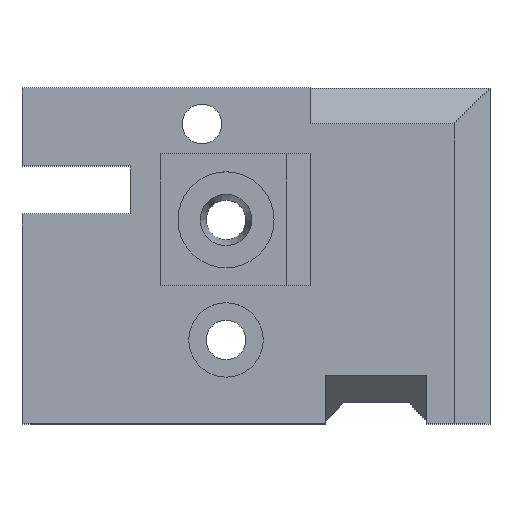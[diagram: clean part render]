
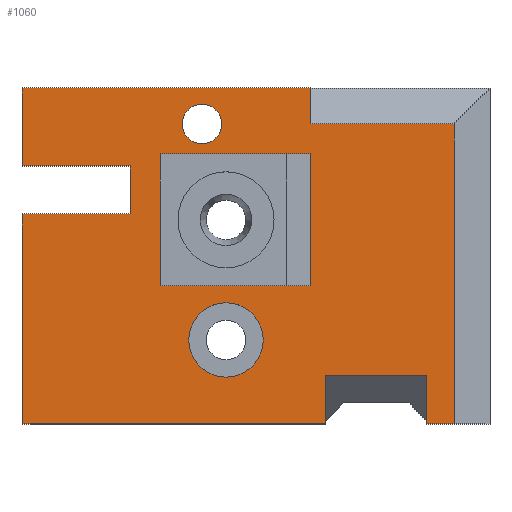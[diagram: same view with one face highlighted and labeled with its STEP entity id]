
A CAD part, top view. The second image highlights one B-rep face of the part: STEP entity #1060.
In plain terms, the highlighted planar face has unit normal (0, 0, 1).
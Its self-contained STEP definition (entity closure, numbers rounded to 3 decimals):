
#20=FACE_BOUND('',#156,.T.);
#21=FACE_BOUND('',#157,.T.);
#22=FACE_BOUND('',#158,.T.);
#42=CIRCLE('',#1140,1.65);
#43=CIRCLE('',#1141,1.65);
#47=CIRCLE('',#1148,3.1);
#48=CIRCLE('',#1149,3.1);
#97=FACE_OUTER_BOUND('',#155,.T.);
#155=EDGE_LOOP('',(#881,#882,#883,#884,#885,#886,#887,#888,#889,#890,#891,
#892,#893,#894));
#156=EDGE_LOOP('',(#895,#896));
#157=EDGE_LOOP('',(#897,#898));
#158=EDGE_LOOP('',(#899,#900,#901,#902));
#188=LINE('',#1488,#313);
#192=LINE('',#1497,#317);
#196=LINE('',#1504,#321);
#253=LINE('',#1669,#378);
#254=LINE('',#1672,#379);
#259=LINE('',#1681,#384);
#268=LINE('',#1701,#393);
#270=LINE('',#1705,#395);
#273=LINE('',#1711,#398);
#274=LINE('',#1713,#399);
#275=LINE('',#1715,#400);
#276=LINE('',#1717,#401);
#277=LINE('',#1719,#402);
#278=LINE('',#1720,#403);
#279=LINE('',#1721,#404);
#280=LINE('',#1723,#405);
#281=LINE('',#1725,#406);
#282=LINE('',#1726,#407);
#313=VECTOR('',#1196,10.);
#317=VECTOR('',#1204,10.);
#321=VECTOR('',#1212,10.);
#378=VECTOR('',#1373,10.);
#379=VECTOR('',#1376,10.);
#384=VECTOR('',#1383,10.);
#393=VECTOR('',#1398,10.);
#395=VECTOR('',#1402,10.);
#398=VECTOR('',#1407,10.);
#399=VECTOR('',#1408,10.);
#400=VECTOR('',#1409,10.);
#401=VECTOR('',#1410,10.);
#402=VECTOR('',#1411,10.);
#403=VECTOR('',#1412,10.);
#404=VECTOR('',#1413,10.);
#405=VECTOR('',#1414,10.);
#406=VECTOR('',#1415,10.);
#407=VECTOR('',#1416,10.);
#432=VERTEX_POINT('',#1480);
#435=VERTEX_POINT('',#1486);
#437=VERTEX_POINT('',#1494);
#438=VERTEX_POINT('',#1496);
#484=VERTEX_POINT('',#1637);
#485=VERTEX_POINT('',#1638);
#489=VERTEX_POINT('',#1652);
#490=VERTEX_POINT('',#1653);
#493=VERTEX_POINT('',#1663);
#495=VERTEX_POINT('',#1667);
#496=VERTEX_POINT('',#1671);
#499=VERTEX_POINT('',#1679);
#506=VERTEX_POINT('',#1698);
#507=VERTEX_POINT('',#1700);
#508=VERTEX_POINT('',#1704);
#510=VERTEX_POINT('',#1710);
#511=VERTEX_POINT('',#1712);
#512=VERTEX_POINT('',#1714);
#513=VERTEX_POINT('',#1716);
#514=VERTEX_POINT('',#1718);
#515=VERTEX_POINT('',#1722);
#516=VERTEX_POINT('',#1724);
#537=EDGE_CURVE('',#432,#435,#188,.T.);
#541=EDGE_CURVE('',#438,#437,#192,.T.);
#545=EDGE_CURVE('',#432,#437,#196,.T.);
#611=EDGE_CURVE('',#484,#485,#42,.T.);
#612=EDGE_CURVE('',#485,#484,#43,.T.);
#618=EDGE_CURVE('',#489,#490,#47,.T.);
#619=EDGE_CURVE('',#490,#489,#48,.T.);
#626=EDGE_CURVE('',#493,#495,#253,.T.);
#627=EDGE_CURVE('',#495,#496,#254,.T.);
#632=EDGE_CURVE('',#496,#499,#259,.T.);
#641=EDGE_CURVE('',#507,#506,#268,.T.);
#643=EDGE_CURVE('',#493,#508,#270,.T.);
#646=EDGE_CURVE('',#499,#510,#273,.T.);
#647=EDGE_CURVE('',#510,#511,#274,.T.);
#648=EDGE_CURVE('',#511,#512,#275,.T.);
#649=EDGE_CURVE('',#512,#513,#276,.T.);
#650=EDGE_CURVE('',#513,#514,#277,.T.);
#651=EDGE_CURVE('',#514,#438,#278,.T.);
#652=EDGE_CURVE('',#435,#508,#279,.T.);
#653=EDGE_CURVE('',#515,#507,#280,.T.);
#654=EDGE_CURVE('',#506,#516,#281,.T.);
#655=EDGE_CURVE('',#516,#515,#282,.T.);
#881=ORIENTED_EDGE('',*,*,#627,.T.);
#882=ORIENTED_EDGE('',*,*,#632,.T.);
#883=ORIENTED_EDGE('',*,*,#646,.T.);
#884=ORIENTED_EDGE('',*,*,#647,.T.);
#885=ORIENTED_EDGE('',*,*,#648,.T.);
#886=ORIENTED_EDGE('',*,*,#649,.T.);
#887=ORIENTED_EDGE('',*,*,#650,.T.);
#888=ORIENTED_EDGE('',*,*,#651,.T.);
#889=ORIENTED_EDGE('',*,*,#541,.T.);
#890=ORIENTED_EDGE('',*,*,#545,.F.);
#891=ORIENTED_EDGE('',*,*,#537,.T.);
#892=ORIENTED_EDGE('',*,*,#652,.T.);
#893=ORIENTED_EDGE('',*,*,#643,.F.);
#894=ORIENTED_EDGE('',*,*,#626,.T.);
#895=ORIENTED_EDGE('',*,*,#611,.T.);
#896=ORIENTED_EDGE('',*,*,#612,.T.);
#897=ORIENTED_EDGE('',*,*,#618,.T.);
#898=ORIENTED_EDGE('',*,*,#619,.T.);
#899=ORIENTED_EDGE('',*,*,#653,.T.);
#900=ORIENTED_EDGE('',*,*,#641,.T.);
#901=ORIENTED_EDGE('',*,*,#654,.T.);
#902=ORIENTED_EDGE('',*,*,#655,.T.);
#1005=PLANE('',#1159);
#1060=ADVANCED_FACE('',(#97,#20,#21,#22),#1005,.T.);
#1140=AXIS2_PLACEMENT_3D('',#1639,#1340,#1341);
#1141=AXIS2_PLACEMENT_3D('',#1640,#1342,#1343);
#1148=AXIS2_PLACEMENT_3D('',#1654,#1358,#1359);
#1149=AXIS2_PLACEMENT_3D('',#1655,#1360,#1361);
#1159=AXIS2_PLACEMENT_3D('',#1709,#1405,#1406);
#1196=DIRECTION('',(0.,-1.,0.));
#1204=DIRECTION('',(0.,1.,0.));
#1212=DIRECTION('',(-1.,0.,0.));
#1340=DIRECTION('center_axis',(0.,0.,-1.));
#1341=DIRECTION('ref_axis',(1.,0.,0.));
#1342=DIRECTION('center_axis',(0.,0.,-1.));
#1343=DIRECTION('ref_axis',(1.,0.,0.));
#1358=DIRECTION('center_axis',(0.,0.,-1.));
#1359=DIRECTION('ref_axis',(1.,0.,0.));
#1360=DIRECTION('center_axis',(0.,0.,-1.));
#1361=DIRECTION('ref_axis',(1.,0.,0.));
#1373=DIRECTION('',(-1.,0.,0.));
#1376=DIRECTION('',(0.,1.,0.));
#1383=DIRECTION('',(-1.,0.,0.));
#1398=DIRECTION('',(1.,0.,0.));
#1402=DIRECTION('',(0.,-1.,0.));
#1405=DIRECTION('center_axis',(0.,0.,1.));
#1406=DIRECTION('ref_axis',(1.,0.,0.));
#1407=DIRECTION('',(0.,-1.,0.));
#1408=DIRECTION('',(1.,0.,0.));
#1409=DIRECTION('',(0.,-1.,0.));
#1410=DIRECTION('',(-1.,0.,0.));
#1411=DIRECTION('',(0.,-1.,0.));
#1412=DIRECTION('',(1.,0.,0.));
#1413=DIRECTION('',(1.,0.,0.));
#1414=DIRECTION('',(0.,1.,0.));
#1415=DIRECTION('',(0.,-1.,0.));
#1416=DIRECTION('',(-1.,0.,0.));
#1480=CARTESIAN_POINT('',(16.75,-13.,-3.5));
#1486=CARTESIAN_POINT('',(16.75,-17.,-3.5));
#1488=CARTESIAN_POINT('',(16.75,-16.,-3.5));
#1494=CARTESIAN_POINT('',(8.25,-13.,-3.5));
#1496=CARTESIAN_POINT('',(8.25,-17.,-3.5));
#1497=CARTESIAN_POINT('',(8.25,-17.,-3.5));
#1504=CARTESIAN_POINT('',(4.68,-13.,-3.5));
#1637=CARTESIAN_POINT('',(-0.35,8.,-3.5));
#1638=CARTESIAN_POINT('',(-3.65,8.,-3.5));
#1639=CARTESIAN_POINT('Origin',(-2.,8.,-3.5));
#1640=CARTESIAN_POINT('Origin',(-2.,8.,-3.5));
#1652=CARTESIAN_POINT('',(3.1,-10.,-3.5));
#1653=CARTESIAN_POINT('',(-3.1,-10.,-3.5));
#1654=CARTESIAN_POINT('Origin',(0.,-10.,-3.5));
#1655=CARTESIAN_POINT('Origin',(0.,-10.,-3.5));
#1663=CARTESIAN_POINT('',(19.,8.,-3.5));
#1667=CARTESIAN_POINT('',(7.,8.,-3.5));
#1669=CARTESIAN_POINT('',(11.555,8.,-3.5));
#1671=CARTESIAN_POINT('',(7.,11.,-3.5));
#1672=CARTESIAN_POINT('',(7.,3.731,-3.5));
#1679=CARTESIAN_POINT('',(-17.,11.,-3.5));
#1681=CARTESIAN_POINT('',(22.,11.,-3.5));
#1698=CARTESIAN_POINT('',(7.,5.5,-3.5));
#1700=CARTESIAN_POINT('',(-5.5,5.5,-3.5));
#1701=CARTESIAN_POINT('',(4.055,5.5,-3.5));
#1704=CARTESIAN_POINT('',(19.,-17.,-3.5));
#1705=CARTESIAN_POINT('',(19.,-9.739,-3.5));
#1709=CARTESIAN_POINT('Origin',(1.11,-2.477,-3.5));
#1710=CARTESIAN_POINT('',(-17.,4.5,-3.5));
#1711=CARTESIAN_POINT('',(-17.,11.,-3.5));
#1712=CARTESIAN_POINT('',(-8.,4.5,-3.5));
#1713=CARTESIAN_POINT('',(-17.,4.5,-3.5));
#1714=CARTESIAN_POINT('',(-8.,0.5,-3.5));
#1715=CARTESIAN_POINT('',(-8.,4.5,-3.5));
#1716=CARTESIAN_POINT('',(-17.,0.5,-3.5));
#1717=CARTESIAN_POINT('',(-8.,0.5,-3.5));
#1718=CARTESIAN_POINT('',(-17.,-17.,-3.5));
#1719=CARTESIAN_POINT('',(-17.,0.5,-3.5));
#1720=CARTESIAN_POINT('',(-17.,-17.,-3.5));
#1721=CARTESIAN_POINT('',(16.75,-17.,-3.5));
#1722=CARTESIAN_POINT('',(-5.5,-5.5,-3.5));
#1723=CARTESIAN_POINT('',(-5.5,1.511,-3.5));
#1724=CARTESIAN_POINT('',(7.,-5.5,-3.5));
#1725=CARTESIAN_POINT('',(7.,-3.989,-3.5));
#1726=CARTESIAN_POINT('',(-2.195,-5.5,-3.5));
